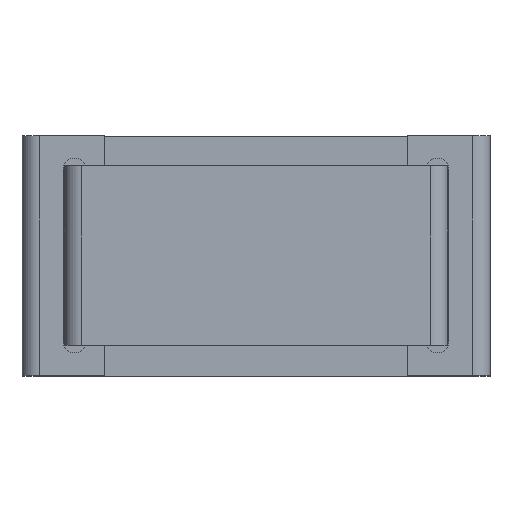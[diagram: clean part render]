
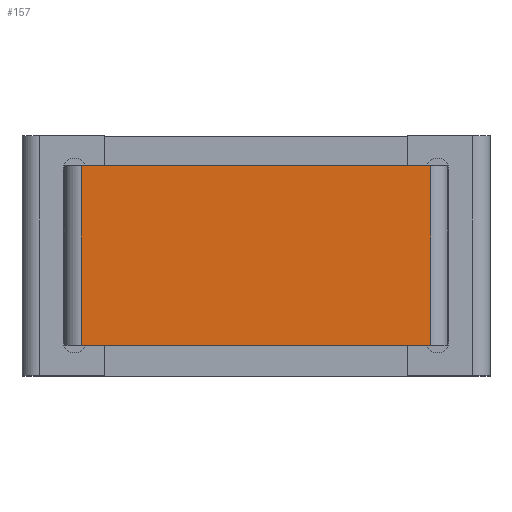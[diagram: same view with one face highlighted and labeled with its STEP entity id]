
A CAD part, top view. The second image highlights one B-rep face of the part: STEP entity #157.
In plain terms, the highlighted planar face has unit normal (0, 0, 1).
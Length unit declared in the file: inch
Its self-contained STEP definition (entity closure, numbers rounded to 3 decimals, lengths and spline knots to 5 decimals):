
#157 = ADVANCED_FACE ( 'NONE', ( #1256 ), #744, .T. ) ;
#193 = ORIENTED_EDGE ( 'NONE', *, *, #2707, .T. ) ;
#258 = CARTESIAN_POINT ( 'NONE',  ( -1.45701, 0.75, 3.97 ) ) ;
#291 = LINE ( 'NONE', #2054, #2718 ) ;
#381 = ORIENTED_EDGE ( 'NONE', *, *, #3051, .T. ) ;
#712 = CARTESIAN_POINT ( 'NONE',  ( -1.45701, -0.75, 3.97 ) ) ;
#744 = PLANE ( 'NONE',  #2938 ) ;
#785 = LINE ( 'NONE', #801, #1823 ) ;
#801 = CARTESIAN_POINT ( 'NONE',  ( -1.45701, 0.75, 3.97 ) ) ;
#908 = VECTOR ( 'NONE', #1417, 39.37008 ) ;
#1136 = VECTOR ( 'NONE', #1952, 39.37008 ) ;
#1238 = DIRECTION ( 'NONE',  ( -1., 0., 0. ) ) ;
#1256 = FACE_OUTER_BOUND ( 'NONE', #2424, .T. ) ;
#1378 = VERTEX_POINT ( 'NONE', #258 ) ;
#1392 = ORIENTED_EDGE ( 'NONE', *, *, #2374, .T. ) ;
#1402 = CARTESIAN_POINT ( 'NONE',  ( 1.59375, -0.75, 3.97 ) ) ;
#1417 = DIRECTION ( 'NONE',  ( 0., 1., 0. ) ) ;
#1489 = DIRECTION ( 'NONE',  ( 0., -1., 0. ) ) ;
#1507 = DIRECTION ( 'NONE',  ( 0., 0., 1. ) ) ;
#1658 = CARTESIAN_POINT ( 'NONE',  ( 1.45701, 0.75, 3.97 ) ) ;
#1750 = DIRECTION ( 'NONE',  ( -1., 0., 0. ) ) ;
#1823 = VECTOR ( 'NONE', #1489, 39.37008 ) ;
#1952 = DIRECTION ( 'NONE',  ( 1., 0., 0. ) ) ;
#1973 = CARTESIAN_POINT ( 'NONE',  ( 1.59375, 0.75, 3.97 ) ) ;
#1986 = VERTEX_POINT ( 'NONE', #712 ) ;
#2054 = CARTESIAN_POINT ( 'NONE',  ( 1.59375, 0.75, 3.97 ) ) ;
#2071 = VERTEX_POINT ( 'NONE', #2162 ) ;
#2162 = CARTESIAN_POINT ( 'NONE',  ( 1.45701, -0.75, 3.97 ) ) ;
#2374 = EDGE_CURVE ( 'NONE', #2804, #1378, #291, .T. ) ;
#2424 = EDGE_LOOP ( 'NONE', ( #1392, #2709, #193, #381 ) ) ;
#2470 = EDGE_CURVE ( 'NONE', #1378, #1986, #785, .T. ) ;
#2540 = CARTESIAN_POINT ( 'NONE',  ( 1.45701, 0.75, 3.97 ) ) ;
#2707 = EDGE_CURVE ( 'NONE', #1986, #2071, #2708, .T. ) ;
#2708 = LINE ( 'NONE', #1402, #1136 ) ;
#2709 = ORIENTED_EDGE ( 'NONE', *, *, #2470, .T. ) ;
#2718 = VECTOR ( 'NONE', #1750, 39.37008 ) ;
#2804 = VERTEX_POINT ( 'NONE', #2540 ) ;
#2938 = AXIS2_PLACEMENT_3D ( 'NONE', #1973, #1507, #1238 ) ;
#3051 = EDGE_CURVE ( 'NONE', #2071, #2804, #3202, .T. ) ;
#3202 = LINE ( 'NONE', #1658, #908 ) ;
